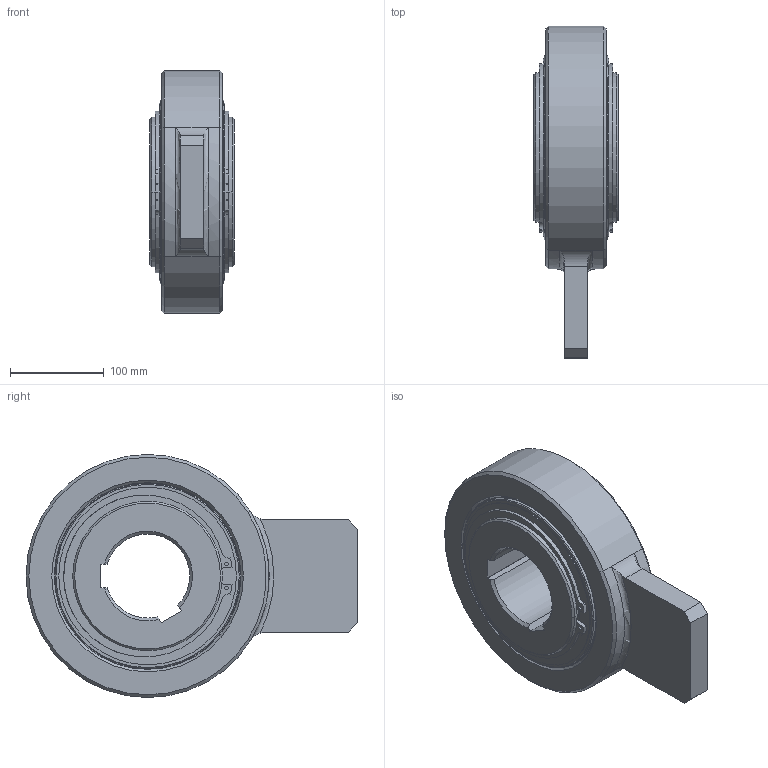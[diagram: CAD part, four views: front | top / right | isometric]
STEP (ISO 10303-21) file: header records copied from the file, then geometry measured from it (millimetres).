
FILE_DESCRIPTION((''),'2;1');
FILE_NAME('FREILAUF_AV90_ASM','2025-05-08T13:17:41',('Administrator'),(''),'CREO PARAMETRIC BY PTC INC, 2020184','CREO PARAMETRIC BY PTC INC, 2020184','');
FILE_SCHEMA(('AUTOMOTIVE_DESIGN { 1 0 10303 214 1 1 1 1 }'));
Length unit declared in the file: millimetre
Products named in the file (14): A-RING_AV110_NICO_2; STERN_AV110-90_NICO_2; DRUCKBOLZEN_AS8_2; DRUCKFEDER_AS8_5_2; ANFED_KPL_AS8_6_AS8_5_ASM_2_ASM; ROLLE_12X36_DIN5402_HD_2; LAGERSCHEIBE_AV110_NICO_2; FK3_IS_160_NICO_2; FK3_AS_160_NICO_2; ISK160_NICO_ASM_2_ASM; DIN471_160X4_HD_2; DIN988PS_160X190X1_M_2; FREILAUF_AV90_NICO_ASM_2_ASM; FREILAUF_AV90_ASM
Assembly tree (28 placements, depth 4):
  FREILAUF_AV90_ASM
    FREILAUF_AV90_NICO_ASM_2_ASM
      A-RING_AV110_NICO_2
      STERN_AV110-90_NICO_2
      ANFED_KPL_AS8_6_AS8_5_ASM_2_ASM  x8
        DRUCKBOLZEN_AS8_2
        DRUCKFEDER_AS8_5_2
      ROLLE_12X36_DIN5402_HD_2  x4
      LAGERSCHEIBE_AV110_NICO_2  x2
      ISK160_NICO_ASM_2_ASM  x2
        FK3_IS_160_NICO_2
        FK3_AS_160_NICO_2
      DIN471_160X4_HD_2  x2
      DIN988PS_160X190X1_M_2  x2
Bounding box: 90 x 355 x 260 mm (x, y, z)
Volume: 3512024.3 mm3; surface area: 466537.2 mm2
Topology: 34 solids, 34 shells, 448 faces, 1110 edges, 744 vertices
Faces by surface type: cylinder 143, plane 131, cone 88, bspline 48, torus 38
Entity records: 8911 total; most frequent: CARTESIAN_POINT 2647, DIRECTION 1302, ORIENTED_EDGE 1034, AXIS2_PLACEMENT_3D 549, EDGE_CURVE 517, VERTEX_POINT 355, CIRCLE 271, EDGE_LOOP 234
